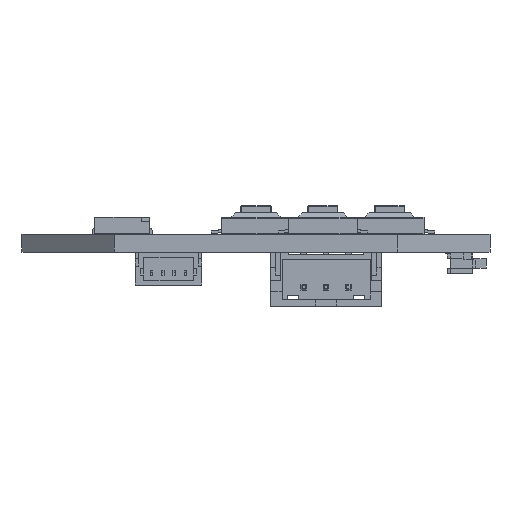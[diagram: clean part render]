
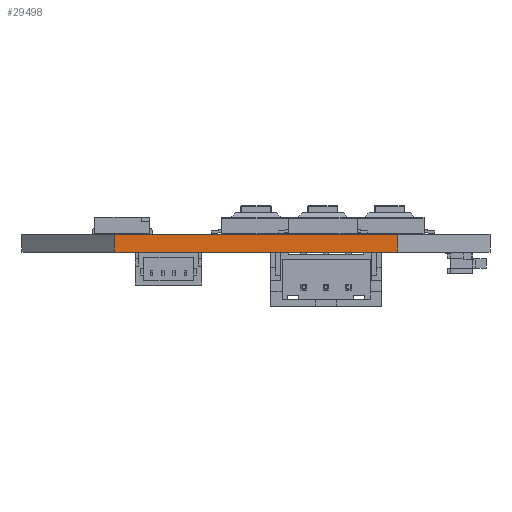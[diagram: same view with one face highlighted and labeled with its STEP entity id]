
A CAD part, front view. The second image highlights one B-rep face of the part: STEP entity #29498.
In plain terms, the highlighted planar face has unit normal (0, -1, 0).
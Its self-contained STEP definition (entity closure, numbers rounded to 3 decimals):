
#26870 = PLANE('',#26871);
#26871 = AXIS2_PLACEMENT_3D('',#26872,#26873,#26874);
#26872 = CARTESIAN_POINT('',(12.697,-29.495,0.));
#26873 = DIRECTION('',(-0.694,0.72,0.));
#26874 = DIRECTION('',(0.72,0.694,0.));
#26898 = PLANE('',#26899);
#26899 = AXIS2_PLACEMENT_3D('',#26900,#26901,#26902);
#26900 = CARTESIAN_POINT('',(0.087,0.209,1.6));
#26901 = DIRECTION('',(0.,0.,1.));
#26902 = DIRECTION('',(1.,0.,-0.));
#26952 = PLANE('',#26953);
#26953 = AXIS2_PLACEMENT_3D('',#26954,#26955,#26956);
#26954 = CARTESIAN_POINT('',(0.087,0.209,0.));
#26955 = DIRECTION('',(0.,0.,1.));
#26956 = DIRECTION('',(1.,0.,-0.));
#26967 = EDGE_CURVE('',#26968,#26970,#26972,.T.);
#26968 = VERTEX_POINT('',#26969);
#26969 = CARTESIAN_POINT('',(12.697,-29.495,0.));
#26970 = VERTEX_POINT('',#26971);
#26971 = CARTESIAN_POINT('',(12.697,-29.495,1.6));
#26972 = SURFACE_CURVE('',#26973,(#26977,#26984),.PCURVE_S1.);
#26973 = LINE('',#26974,#26975);
#26974 = CARTESIAN_POINT('',(12.697,-29.495,0.));
#26975 = VECTOR('',#26976,1.);
#26976 = DIRECTION('',(0.,0.,1.));
#26977 = PCURVE('',#26870,#26978);
#26978 = DEFINITIONAL_REPRESENTATION('',(#26979),#26983);
#26979 = LINE('',#26980,#26981);
#26980 = CARTESIAN_POINT('',(0.,0.));
#26981 = VECTOR('',#26982,1.);
#26982 = DIRECTION('',(0.,-1.));
#26983 = ( GEOMETRIC_REPRESENTATION_CONTEXT(2) 
PARAMETRIC_REPRESENTATION_CONTEXT() REPRESENTATION_CONTEXT('2D SPACE',''
  ) );
#26984 = PCURVE('',#26985,#26990);
#26985 = PLANE('',#26986);
#26986 = AXIS2_PLACEMENT_3D('',#26987,#26988,#26989);
#26987 = CARTESIAN_POINT('',(-12.697,-29.495,0.));
#26988 = DIRECTION('',(0.,1.,0.));
#26989 = DIRECTION('',(1.,0.,0.));
#26990 = DEFINITIONAL_REPRESENTATION('',(#26991),#26995);
#26991 = LINE('',#26992,#26993);
#26992 = CARTESIAN_POINT('',(25.394,0.));
#26993 = VECTOR('',#26994,1.);
#26994 = DIRECTION('',(0.,-1.));
#26995 = ( GEOMETRIC_REPRESENTATION_CONTEXT(2) 
PARAMETRIC_REPRESENTATION_CONTEXT() REPRESENTATION_CONTEXT('2D SPACE',''
  ) );
#27369 = VERTEX_POINT('',#27370);
#27370 = CARTESIAN_POINT('',(-12.697,-29.495,0.));
#27384 = PLANE('',#27385);
#27385 = AXIS2_PLACEMENT_3D('',#27386,#27387,#27388);
#27386 = CARTESIAN_POINT('',(-20.995,-21.497,0.));
#27387 = DIRECTION('',(0.694,0.72,-0.));
#27388 = DIRECTION('',(0.72,-0.694,0.));
#27396 = EDGE_CURVE('',#27369,#26968,#27397,.T.);
#27397 = SURFACE_CURVE('',#27398,(#27402,#27409),.PCURVE_S1.);
#27398 = LINE('',#27399,#27400);
#27399 = CARTESIAN_POINT('',(-12.697,-29.495,0.));
#27400 = VECTOR('',#27401,1.);
#27401 = DIRECTION('',(1.,0.,0.));
#27402 = PCURVE('',#26952,#27403);
#27403 = DEFINITIONAL_REPRESENTATION('',(#27404),#27408);
#27404 = LINE('',#27405,#27406);
#27405 = CARTESIAN_POINT('',(-12.784,-29.704));
#27406 = VECTOR('',#27407,1.);
#27407 = DIRECTION('',(1.,0.));
#27408 = ( GEOMETRIC_REPRESENTATION_CONTEXT(2) 
PARAMETRIC_REPRESENTATION_CONTEXT() REPRESENTATION_CONTEXT('2D SPACE',''
  ) );
#27409 = PCURVE('',#26985,#27410);
#27410 = DEFINITIONAL_REPRESENTATION('',(#27411),#27415);
#27411 = LINE('',#27412,#27413);
#27412 = CARTESIAN_POINT('',(0.,0.));
#27413 = VECTOR('',#27414,1.);
#27414 = DIRECTION('',(1.,0.));
#27415 = ( GEOMETRIC_REPRESENTATION_CONTEXT(2) 
PARAMETRIC_REPRESENTATION_CONTEXT() REPRESENTATION_CONTEXT('2D SPACE',''
  ) );
#28623 = VERTEX_POINT('',#28624);
#28624 = CARTESIAN_POINT('',(-12.697,-29.495,1.6));
#28645 = EDGE_CURVE('',#28623,#26970,#28646,.T.);
#28646 = SURFACE_CURVE('',#28647,(#28651,#28658),.PCURVE_S1.);
#28647 = LINE('',#28648,#28649);
#28648 = CARTESIAN_POINT('',(-12.697,-29.495,1.6));
#28649 = VECTOR('',#28650,1.);
#28650 = DIRECTION('',(1.,0.,0.));
#28651 = PCURVE('',#26898,#28652);
#28652 = DEFINITIONAL_REPRESENTATION('',(#28653),#28657);
#28653 = LINE('',#28654,#28655);
#28654 = CARTESIAN_POINT('',(-12.784,-29.704));
#28655 = VECTOR('',#28656,1.);
#28656 = DIRECTION('',(1.,0.));
#28657 = ( GEOMETRIC_REPRESENTATION_CONTEXT(2) 
PARAMETRIC_REPRESENTATION_CONTEXT() REPRESENTATION_CONTEXT('2D SPACE',''
  ) );
#28658 = PCURVE('',#26985,#28659);
#28659 = DEFINITIONAL_REPRESENTATION('',(#28660),#28664);
#28660 = LINE('',#28661,#28662);
#28661 = CARTESIAN_POINT('',(0.,-1.6));
#28662 = VECTOR('',#28663,1.);
#28663 = DIRECTION('',(1.,0.));
#28664 = ( GEOMETRIC_REPRESENTATION_CONTEXT(2) 
PARAMETRIC_REPRESENTATION_CONTEXT() REPRESENTATION_CONTEXT('2D SPACE',''
  ) );
#29498 = ADVANCED_FACE('',(#29499),#26985,.F.);
#29499 = FACE_BOUND('',#29500,.F.);
#29500 = EDGE_LOOP('',(#29501,#29522,#29523,#29524));
#29501 = ORIENTED_EDGE('',*,*,#29502,.T.);
#29502 = EDGE_CURVE('',#27369,#28623,#29503,.T.);
#29503 = SURFACE_CURVE('',#29504,(#29508,#29515),.PCURVE_S1.);
#29504 = LINE('',#29505,#29506);
#29505 = CARTESIAN_POINT('',(-12.697,-29.495,0.));
#29506 = VECTOR('',#29507,1.);
#29507 = DIRECTION('',(0.,0.,1.));
#29508 = PCURVE('',#26985,#29509);
#29509 = DEFINITIONAL_REPRESENTATION('',(#29510),#29514);
#29510 = LINE('',#29511,#29512);
#29511 = CARTESIAN_POINT('',(0.,0.));
#29512 = VECTOR('',#29513,1.);
#29513 = DIRECTION('',(0.,-1.));
#29514 = ( GEOMETRIC_REPRESENTATION_CONTEXT(2) 
PARAMETRIC_REPRESENTATION_CONTEXT() REPRESENTATION_CONTEXT('2D SPACE',''
  ) );
#29515 = PCURVE('',#27384,#29516);
#29516 = DEFINITIONAL_REPRESENTATION('',(#29517),#29521);
#29517 = LINE('',#29518,#29519);
#29518 = CARTESIAN_POINT('',(11.525,0.));
#29519 = VECTOR('',#29520,1.);
#29520 = DIRECTION('',(0.,-1.));
#29521 = ( GEOMETRIC_REPRESENTATION_CONTEXT(2) 
PARAMETRIC_REPRESENTATION_CONTEXT() REPRESENTATION_CONTEXT('2D SPACE',''
  ) );
#29522 = ORIENTED_EDGE('',*,*,#28645,.T.);
#29523 = ORIENTED_EDGE('',*,*,#26967,.F.);
#29524 = ORIENTED_EDGE('',*,*,#27396,.F.);
